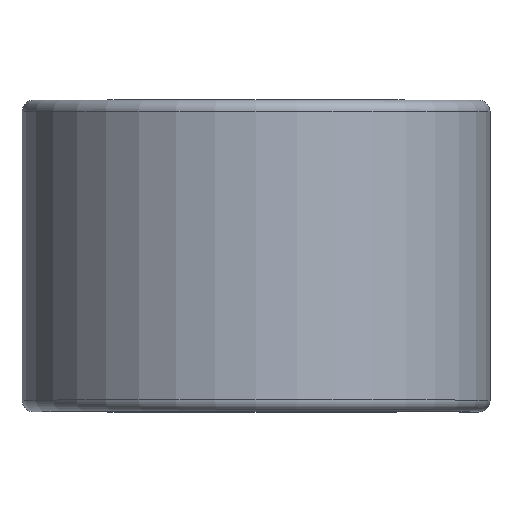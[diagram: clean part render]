
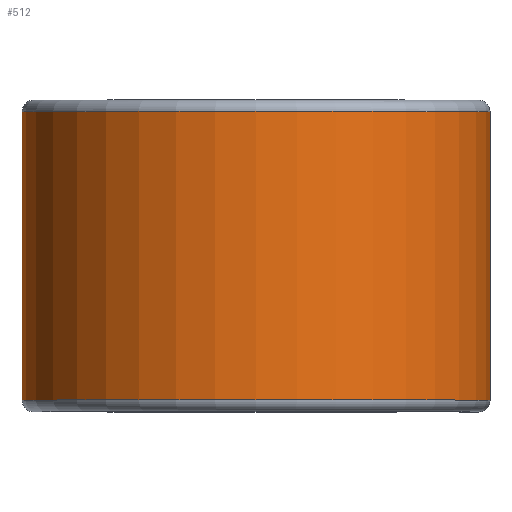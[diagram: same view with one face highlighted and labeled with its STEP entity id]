
A CAD part, top view. The second image highlights one B-rep face of the part: STEP entity #512.
In plain terms, the highlighted cylindrical face has radius 15.507 mm (diameter 31.013 mm), a partial arc.
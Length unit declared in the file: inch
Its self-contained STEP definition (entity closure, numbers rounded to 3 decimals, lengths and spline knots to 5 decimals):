
#24 = AXIS2_PLACEMENT_3D ( 'NONE', #1684, #1514, #1861 ) ;
#95 = EDGE_CURVE ( 'NONE', #1124, #1639, #761, .T. ) ;
#205 = ORIENTED_EDGE ( 'NONE', *, *, #236, .T. ) ;
#208 = EDGE_CURVE ( 'NONE', #1792, #1124, #405, .T. ) ;
#232 = EDGE_CURVE ( 'NONE', #1792, #1386, #371, .T. ) ;
#236 = EDGE_CURVE ( 'NONE', #1386, #1639, #367, .T. ) ;
#340 = VECTOR ( 'NONE', #459, 39.37008 ) ;
#367 = CIRCLE ( 'NONE', #1909, 0.6105 ) ;
#371 = LINE ( 'NONE', #1878, #340 ) ;
#405 = CIRCLE ( 'NONE', #24, 0.6105 ) ;
#459 = DIRECTION ( 'NONE',  ( 0., 1., 0. ) ) ;
#512 = ADVANCED_FACE ( 'NONE', ( #1781 ), #1991, .T. ) ;
#738 = VECTOR ( 'NONE', #1463, 39.37008 ) ;
#761 = LINE ( 'NONE', #1637, #738 ) ;
#995 = CARTESIAN_POINT ( 'NONE',  ( 0., 0.375, 0. ) ) ;
#1064 = CARTESIAN_POINT ( 'NONE',  ( 0.6105, -0.37625, 0. ) ) ;
#1124 = VERTEX_POINT ( 'NONE', #1962 ) ;
#1185 = ORIENTED_EDGE ( 'NONE', *, *, #232, .T. ) ;
#1228 = CARTESIAN_POINT ( 'NONE',  ( 0., 0.37625, 0. ) ) ;
#1316 = CARTESIAN_POINT ( 'NONE',  ( 0.6105, 0.37625, 0. ) ) ;
#1386 = VERTEX_POINT ( 'NONE', #1316 ) ;
#1393 = DIRECTION ( 'NONE',  ( 0., -1., 0. ) ) ;
#1430 = ORIENTED_EDGE ( 'NONE', *, *, #208, .F. ) ;
#1437 = AXIS2_PLACEMENT_3D ( 'NONE', #995, #1393, #2305 ) ;
#1446 = ORIENTED_EDGE ( 'NONE', *, *, #95, .F. ) ;
#1463 = DIRECTION ( 'NONE',  ( 0., 1., 0. ) ) ;
#1514 = DIRECTION ( 'NONE',  ( 0., -1., 0. ) ) ;
#1637 = CARTESIAN_POINT ( 'NONE',  ( 0., 0.37625, -0.6105 ) ) ;
#1639 = VERTEX_POINT ( 'NONE', #1821 ) ;
#1660 = DIRECTION ( 'NONE',  ( 0., 0., -1. ) ) ;
#1684 = CARTESIAN_POINT ( 'NONE',  ( 0., -0.37625, 0. ) ) ;
#1781 = FACE_OUTER_BOUND ( 'NONE', #2144, .T. ) ;
#1792 = VERTEX_POINT ( 'NONE', #1064 ) ;
#1821 = CARTESIAN_POINT ( 'NONE',  ( 0., 0.37625, -0.6105 ) ) ;
#1861 = DIRECTION ( 'NONE',  ( 0., 0., -1. ) ) ;
#1878 = CARTESIAN_POINT ( 'NONE',  ( 0.6105, 0.37625, 0. ) ) ;
#1909 = AXIS2_PLACEMENT_3D ( 'NONE', #1228, #2320, #1660 ) ;
#1962 = CARTESIAN_POINT ( 'NONE',  ( 0., -0.37625, -0.6105 ) ) ;
#1991 = CYLINDRICAL_SURFACE ( 'NONE', #1437, 0.6105 ) ;
#2144 = EDGE_LOOP ( 'NONE', ( #1185, #205, #1446, #1430 ) ) ;
#2305 = DIRECTION ( 'NONE',  ( 0., 0., -1. ) ) ;
#2320 = DIRECTION ( 'NONE',  ( 0., -1., 0. ) ) ;
